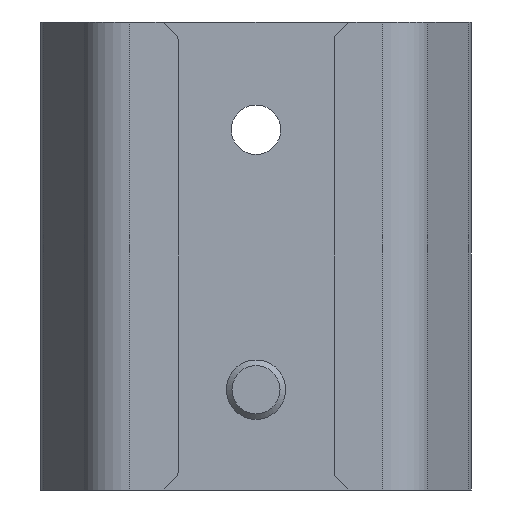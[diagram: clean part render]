
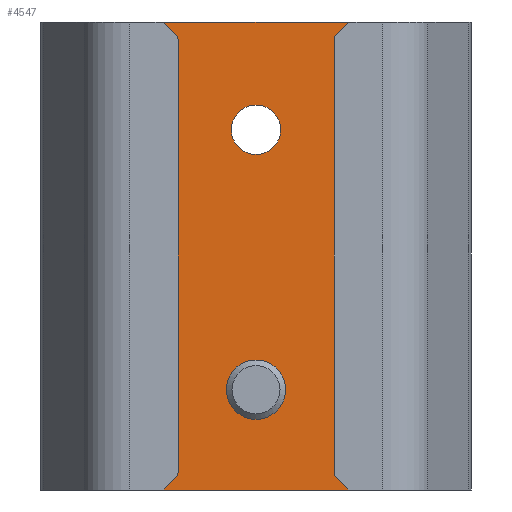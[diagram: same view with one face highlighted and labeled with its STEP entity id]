
A CAD part, front view. The second image highlights one B-rep face of the part: STEP entity #4547.
In plain terms, the highlighted planar face has unit normal (0, -1, 0).
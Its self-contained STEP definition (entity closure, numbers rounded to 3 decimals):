
#189=FACE_BOUND('',#1512,.T.);
#190=FACE_BOUND('',#1513,.T.);
#298=LINE('',#6564,#700);
#300=LINE('',#6570,#702);
#301=LINE('',#6572,#703);
#302=LINE('',#6574,#704);
#303=LINE('',#6578,#705);
#304=LINE('',#6579,#706);
#700=VECTOR('',#5292,10.);
#702=VECTOR('',#5298,10.);
#703=VECTOR('',#5299,10.);
#704=VECTOR('',#5300,10.);
#705=VECTOR('',#5303,10.);
#706=VECTOR('',#5304,10.);
#1102=PLANE('',#4896);
#1241=FACE_OUTER_BOUND('',#1511,.T.);
#1511=EDGE_LOOP('',(#3133,#3134,#3135,#3136,#3137,#3138,#3139,#3140));
#1512=EDGE_LOOP('',(#3141));
#1513=EDGE_LOOP('',(#3142));
#1820=ELLIPSE('',#4882,9.145,6.466);
#1828=ELLIPSE('',#4897,9.145,6.466);
#1849=CIRCLE('',#4898,3.324);
#1850=CIRCLE('',#4899,3.324);
#1980=VERTEX_POINT('',#6451);
#1981=VERTEX_POINT('',#6453);
#1987=VERTEX_POINT('',#6563);
#1989=VERTEX_POINT('',#6569);
#1990=VERTEX_POINT('',#6571);
#1991=VERTEX_POINT('',#6573);
#1992=VERTEX_POINT('',#6575);
#1993=VERTEX_POINT('',#6577);
#1994=VERTEX_POINT('',#6580);
#1995=VERTEX_POINT('',#6582);
#2427=EDGE_CURVE('',#1980,#1981,#1820,.T.);
#2439=EDGE_CURVE('',#1981,#1987,#298,.T.);
#2442=EDGE_CURVE('',#1989,#1980,#300,.T.);
#2443=EDGE_CURVE('',#1989,#1990,#301,.T.);
#2444=EDGE_CURVE('',#1991,#1990,#302,.T.);
#2445=EDGE_CURVE('',#1992,#1991,#1828,.T.);
#2446=EDGE_CURVE('',#1993,#1992,#303,.T.);
#2447=EDGE_CURVE('',#1993,#1987,#304,.T.);
#2448=EDGE_CURVE('',#1994,#1994,#1849,.T.);
#2449=EDGE_CURVE('',#1995,#1995,#1850,.T.);
#3133=ORIENTED_EDGE('',*,*,#2427,.F.);
#3134=ORIENTED_EDGE('',*,*,#2442,.F.);
#3135=ORIENTED_EDGE('',*,*,#2443,.T.);
#3136=ORIENTED_EDGE('',*,*,#2444,.F.);
#3137=ORIENTED_EDGE('',*,*,#2445,.F.);
#3138=ORIENTED_EDGE('',*,*,#2446,.F.);
#3139=ORIENTED_EDGE('',*,*,#2447,.T.);
#3140=ORIENTED_EDGE('',*,*,#2439,.F.);
#3141=ORIENTED_EDGE('',*,*,#2448,.T.);
#3142=ORIENTED_EDGE('',*,*,#2449,.T.);
#4547=ADVANCED_FACE('',(#1241,#189,#190),#1102,.T.);
#4882=AXIS2_PLACEMENT_3D('',#6454,#5265,#5266);
#4896=AXIS2_PLACEMENT_3D('',#6568,#5296,#5297);
#4897=AXIS2_PLACEMENT_3D('',#6576,#5301,#5302);
#4898=AXIS2_PLACEMENT_3D('',#6581,#5305,#5306);
#4899=AXIS2_PLACEMENT_3D('',#6583,#5307,#5308);
#5265=DIRECTION('center_axis',(0.,-1.,0.));
#5266=DIRECTION('ref_axis',(1.,0.,0.));
#5292=DIRECTION('',(0.,0.,1.));
#5296=DIRECTION('center_axis',(0.,-1.,0.));
#5297=DIRECTION('ref_axis',(0.,0.,-1.));
#5298=DIRECTION('',(0.,0.,1.));
#5299=DIRECTION('',(1.,0.,0.));
#5300=DIRECTION('',(0.,0.,-1.));
#5301=DIRECTION('center_axis',(0.,-1.,0.));
#5302=DIRECTION('ref_axis',(-1.,0.,0.));
#5303=DIRECTION('',(0.,0.,-1.));
#5304=DIRECTION('',(-1.,0.,0.));
#5305=DIRECTION('center_axis',(0.,1.,0.));
#5306=DIRECTION('ref_axis',(1.,0.,0.));
#5307=DIRECTION('center_axis',(0.,1.,0.));
#5308=DIRECTION('ref_axis',(1.,0.,0.));
#6451=CARTESIAN_POINT('',(-22.5,49.,-4.572));
#6453=CARTESIAN_POINT('',(-22.5,49.,4.572));
#6454=CARTESIAN_POINT('Origin',(-28.966,49.,0.));
#6563=CARTESIAN_POINT('',(-22.5,49.,31.5));
#6564=CARTESIAN_POINT('',(-22.5,49.,0.));
#6568=CARTESIAN_POINT('Origin',(25.5,49.,0.));
#6569=CARTESIAN_POINT('',(-22.5,49.,-31.5));
#6570=CARTESIAN_POINT('',(-22.5,49.,0.));
#6571=CARTESIAN_POINT('',(22.5,49.,-31.5));
#6572=CARTESIAN_POINT('',(25.5,49.,-31.5));
#6573=CARTESIAN_POINT('',(22.5,49.,-4.572));
#6574=CARTESIAN_POINT('',(22.5,49.,0.));
#6575=CARTESIAN_POINT('',(22.5,49.,4.572));
#6576=CARTESIAN_POINT('Origin',(28.966,49.,0.));
#6577=CARTESIAN_POINT('',(22.5,49.,31.5));
#6578=CARTESIAN_POINT('',(22.5,49.,0.));
#6579=CARTESIAN_POINT('',(25.5,49.,31.5));
#6580=CARTESIAN_POINT('',(-3.324,49.,17.));
#6581=CARTESIAN_POINT('Origin',(0.,49.,17.));
#6582=CARTESIAN_POINT('',(-3.324,49.,-18.));
#6583=CARTESIAN_POINT('Origin',(0.,49.,-18.));
